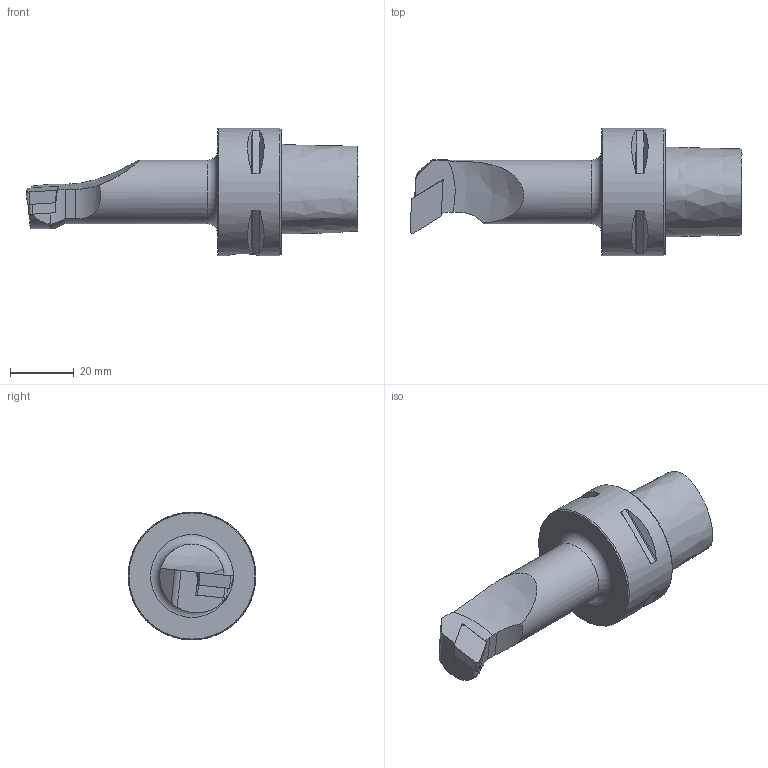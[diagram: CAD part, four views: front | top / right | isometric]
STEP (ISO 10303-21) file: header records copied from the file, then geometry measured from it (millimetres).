
FILE_DESCRIPTION(/* description */ (''),/* implementation_level */ '2;1');
FILE_NAME(/* name */ 'AC4 SDUCR 13080 11 H.stp',/* time_stamp */ '2024-11-18T08:42:58+03:00',/* author */ (''),/* organization */ (''),/* preprocessor_version */ 'ST-DEVELOPER v19.4',/* originating_system */ 'SIEMENS PLM Software NX2306.5001',/* authorisation */ '');
FILE_SCHEMA (('AUTOMOTIVE_DESIGN { 1 0 10303 214 3 1 1 1 }'));
Length unit declared in the file: millimetre
Products named in the file (1): AC4 SDUCR 13080 11 H-light_objects
Bounding box: 104 x 40 x 40 mm (x, y, z)
Volume: 53321.7 mm3; surface area: 10906 mm2
Topology: 2 solids, 2 shells, 69 faces, 173 edges, 114 vertices
Faces by surface type: plane 33, cylinder 24, cone 7, bspline 3, torus 2
Full cylindrical faces by diameter (mm): 4 x1, 10 x1, 20 x1, 40 x1
Entity records: 3619 total; most frequent: CARTESIAN_POINT 1966, ORIENTED_EDGE 308, DIRECTION 303, EDGE_CURVE 154, AXIS2_PLACEMENT_3D 115, VERTEX_POINT 108, EDGE_LOOP 87, LINE 73
